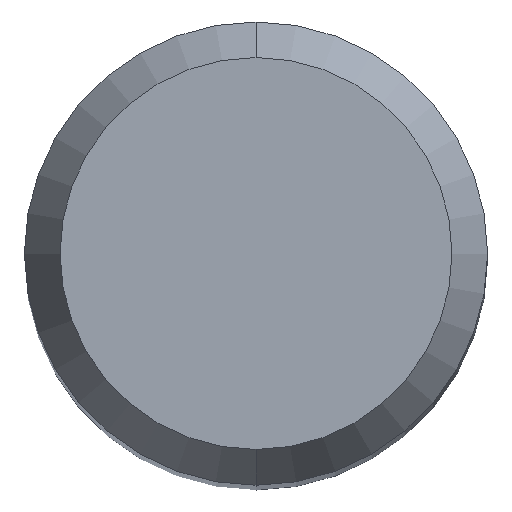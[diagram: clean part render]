
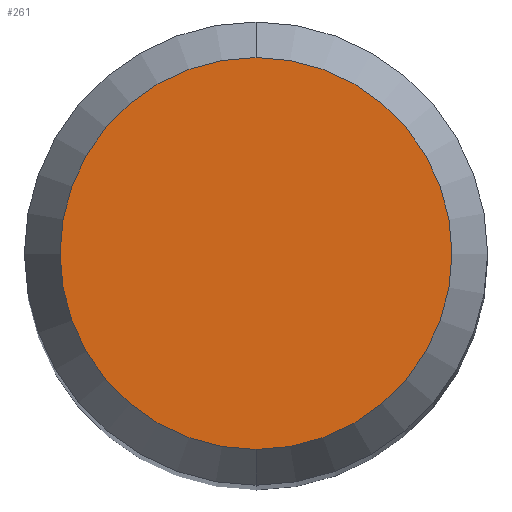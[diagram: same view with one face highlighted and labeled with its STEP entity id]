
A CAD part, top view. The second image highlights one B-rep face of the part: STEP entity #261.
In plain terms, the highlighted planar face has unit normal (0, 0, 1).
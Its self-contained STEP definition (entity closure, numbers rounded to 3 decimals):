
#261=ADVANCED_FACE('',(#625),#626,.T.);
#283=EDGE_CURVE('',#309,#285,#649,.T.);
#285=VERTEX_POINT('',#651);
#309=VERTEX_POINT('',#678);
#421=EDGE_CURVE('',#285,#309,#806,.T.);
#625=FACE_OUTER_BOUND('',#1063,.T.);
#626=PLANE('',#1064);
#649=CIRCLE('',#1096,2.538);
#651=CARTESIAN_POINT('',(0.,-2.538,0.0));
#678=CARTESIAN_POINT('',(0.0,2.538,0.0));
#806=CIRCLE('',#1366,2.538);
#1063=EDGE_LOOP('',(#1716,#1717));
#1064=AXIS2_PLACEMENT_3D('',#1718,#1719,#1720);
#1096=AXIS2_PLACEMENT_3D('',#1733,#1734,#1735);
#1366=AXIS2_PLACEMENT_3D('',#1937,#1938,#1939);
#1716=ORIENTED_EDGE('',*,*,#283,.F.);
#1717=ORIENTED_EDGE('',*,*,#421,.F.);
#1718=CARTESIAN_POINT('',(0.0,1.269,0.0));
#1719=DIRECTION('',(-0.0,0.0,1.0));
#1720=DIRECTION('',(0.0,-1.0,0.0));
#1733=CARTESIAN_POINT('',(0.0,0.0,0.0));
#1734=DIRECTION('',(0.0,0.0,-1.0));
#1735=DIRECTION('',(0.0,1.0,0.0));
#1937=CARTESIAN_POINT('',(0.0,0.0,0.0));
#1938=DIRECTION('',(0.0,0.0,-1.0));
#1939=DIRECTION('',(0.0,1.0,0.0));
